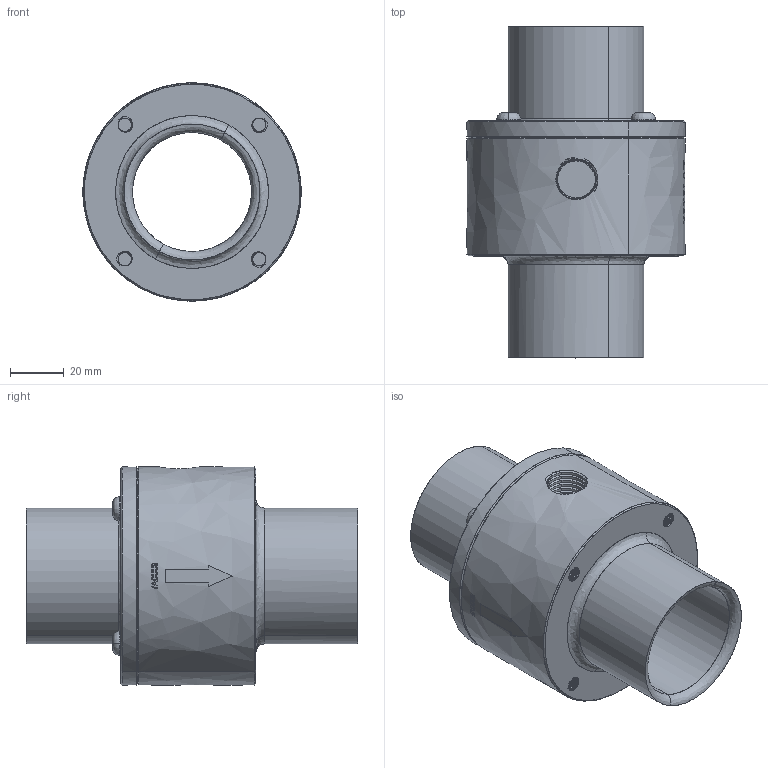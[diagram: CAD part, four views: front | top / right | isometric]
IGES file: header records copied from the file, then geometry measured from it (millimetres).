
Start section: START RECORD GO HERE.
Global section: file name: 30004 - 16.09.2020.igs; native system: DASSAULT SYSTEMES CATIA V5 R21 - www.3ds.com; preprocessor: CATIA Version 5 Release 21 ; author: Chirag Shah; organization: INTRITECH; date: 20200917.005619; units: millimetre
Bounding box: 81.56 x 124 x 81.58 mm (x, y, z)
Surface area: 52934.5 mm2 (no closed solid volume)
Topology: 0 solids, 0 shells, 1088 faces, 5882 edges, 5882 vertices
Faces by surface type: bspline 1088
